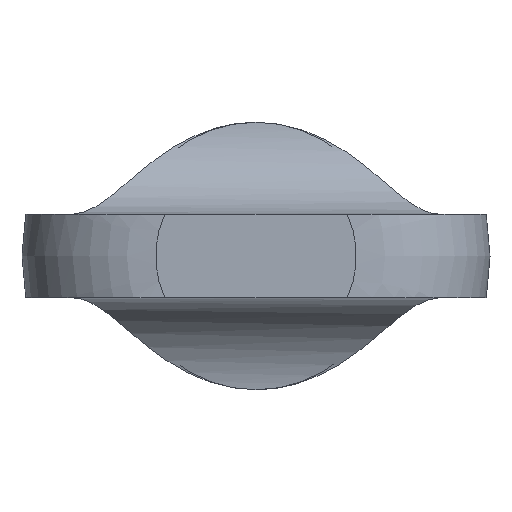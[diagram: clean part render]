
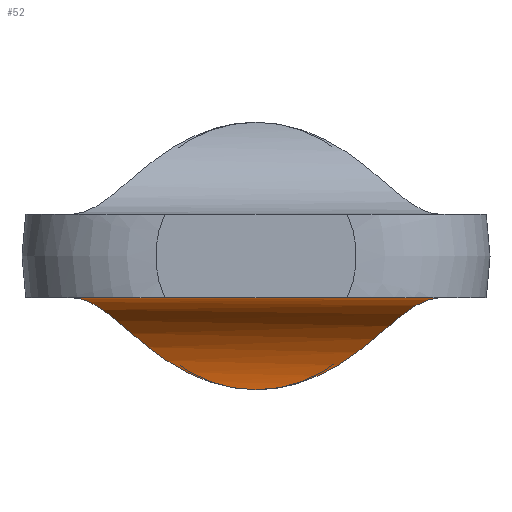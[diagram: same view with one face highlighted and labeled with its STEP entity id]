
A CAD part, left-side view. The second image highlights one B-rep face of the part: STEP entity #52.
In plain terms, the highlighted cylindrical face has radius 3 mm (diameter 6 mm), a partial arc.
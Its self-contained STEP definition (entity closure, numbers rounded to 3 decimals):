
#19 = ORIENTED_EDGE ( 'NONE', *, *, #235, .T. ) ;
#30 = EDGE_LOOP ( 'NONE', ( #19, #225, #244 ) ) ;
#52 = ADVANCED_FACE ( 'NONE', ( #464 ), #342, .F. ) ;
#53 = EDGE_CURVE ( 'NONE', #57, #94, #390, .T. ) ;
#57 = VERTEX_POINT ( 'NONE', #389 ) ;
#94 = VERTEX_POINT ( 'NONE', #624 ) ;
#199 = VERTEX_POINT ( 'NONE', #825 ) ;
#211 = EDGE_CURVE ( 'NONE', #94, #199, #724, .T. ) ;
#225 = ORIENTED_EDGE ( 'NONE', *, *, #211, .F. ) ;
#235 = EDGE_CURVE ( 'NONE', #57, #199, #665, .T. ) ;
#244 = ORIENTED_EDGE ( 'NONE', *, *, #53, .F. ) ;
#342 = CYLINDRICAL_SURFACE ( 'NONE', #457, 3. ) ;
#363 = CARTESIAN_POINT ( 'NONE',  ( -1.5, 0., -4. ) ) ;
#364 = CARTESIAN_POINT ( 'NONE',  ( -1.5, -0.31, -4. ) ) ;
#365 = CARTESIAN_POINT ( 'NONE',  ( -1.502, -0.624, -3.964 ) ) ;
#366 = CARTESIAN_POINT ( 'NONE',  ( -1.518, -1.227, -3.83 ) ) ;
#367 = CARTESIAN_POINT ( 'NONE',  ( -1.532, -1.519, -3.732 ) ) ;
#368 = CARTESIAN_POINT ( 'NONE',  ( -1.587, -2.088, -3.481 ) ) ;
#369 = CARTESIAN_POINT ( 'NONE',  ( -1.628, -2.358, -3.331 ) ) ;
#370 = CARTESIAN_POINT ( 'NONE',  ( -1.756, -2.866, -3.002 ) ) ;
#371 = CARTESIAN_POINT ( 'NONE',  ( -1.843, -3.108, -2.821 ) ) ;
#372 = CARTESIAN_POINT ( 'NONE',  ( -2.074, -3.557, -2.458 ) ) ;
#373 = CARTESIAN_POINT ( 'NONE',  ( -2.217, -3.764, -2.277 ) ) ;
#374 = CARTESIAN_POINT ( 'NONE',  ( -2.56, -4.157, -1.94 ) ) ;
#375 = CARTESIAN_POINT ( 'NONE',  ( -2.762, -4.342, -1.784 ) ) ;
#376 = CARTESIAN_POINT ( 'NONE',  ( -3.092, -4.606, -1.592 ) ) ;
#377 = CARTESIAN_POINT ( 'NONE',  ( -3.208, -4.692, -1.534 ) ) ;
#378 = CARTESIAN_POINT ( 'NONE',  ( -3.449, -4.861, -1.433 ) ) ;
#379 = CARTESIAN_POINT ( 'NONE',  ( -3.575, -4.945, -1.39 ) ) ;
#386 = CARTESIAN_POINT ( 'NONE',  ( -3.957, -5.19, -1.286 ) ) ;
#387 = CARTESIAN_POINT ( 'NONE',  ( -4.22, -5.346, -1.25 ) ) ;
#388 = CARTESIAN_POINT ( 'NONE',  ( -4.49, -5.497, -1.25 ) ) ;
#389 = CARTESIAN_POINT ( 'NONE',  ( -4.49, -5.497, -1.25 ) ) ;
#390 = B_SPLINE_CURVE_WITH_KNOTS ( 'NONE', 3,
 ( #388, #387, #386, #379, #378, #377, #376, #375, #374, #373, #372, #371, #370, #369, #368, #367, #366, #365, #364, #363 ),
 .UNSPECIFIED., .F., .F.,
 ( 4, 2, 2, 2, 2, 2, 2, 2, 2, 4 ),
 ( 0., 0.001, 0.002, 0.002, 0.003, 0.004, 0.005, 0.006, 0.007, 0.008 ),
 .UNSPECIFIED. ) ;
#457 = AXIS2_PLACEMENT_3D ( 'NONE', #467, #475, #463 ) ;
#463 = DIRECTION ( 'NONE',  ( 0., 0., 1. ) ) ;
#464 = FACE_OUTER_BOUND ( 'NONE', #30, .T. ) ;
#467 = CARTESIAN_POINT ( 'NONE',  ( -4.49, -7., -4.25 ) ) ;
#475 = DIRECTION ( 'NONE',  ( 0., 1., 0. ) ) ;
#624 = CARTESIAN_POINT ( 'NONE',  ( -1.5, 0., -4. ) ) ;
#662 = DIRECTION ( 'NONE',  ( 0., 1., 0. ) ) ;
#663 = VECTOR ( 'NONE', #662, 1000. ) ;
#665 = LINE ( 'NONE', #725, #663 ) ;
#677 = CARTESIAN_POINT ( 'NONE',  ( -4.49, 5.497, -1.25 ) ) ;
#678 = CARTESIAN_POINT ( 'NONE',  ( -4.217, 5.344, -1.25 ) ) ;
#679 = CARTESIAN_POINT ( 'NONE',  ( -3.949, 5.185, -1.288 ) ) ;
#680 = CARTESIAN_POINT ( 'NONE',  ( -3.443, 4.86, -1.426 ) ) ;
#681 = CARTESIAN_POINT ( 'NONE',  ( -3.2, 4.692, -1.529 ) ) ;
#682 = CARTESIAN_POINT ( 'NONE',  ( -2.756, 4.338, -1.788 ) ) ;
#683 = CARTESIAN_POINT ( 'NONE',  ( -2.559, 4.156, -1.941 ) ) ;
#684 = CARTESIAN_POINT ( 'NONE',  ( -2.218, 3.765, -2.276 ) ) ;
#685 = CARTESIAN_POINT ( 'NONE',  ( -2.072, 3.554, -2.461 ) ) ;
#686 = CARTESIAN_POINT ( 'NONE',  ( -1.842, 3.106, -2.822 ) ) ;
#687 = CARTESIAN_POINT ( 'NONE',  ( -1.756, 2.869, -3.001 ) ) ;
#688 = CARTESIAN_POINT ( 'NONE',  ( -1.628, 2.358, -3.331 ) ) ;
#689 = CARTESIAN_POINT ( 'NONE',  ( -1.587, 2.086, -3.482 ) ) ;
#690 = CARTESIAN_POINT ( 'NONE',  ( -1.546, 1.662, -3.669 ) ) ;
#691 = CARTESIAN_POINT ( 'NONE',  ( -1.535, 1.518, -3.725 ) ) ;
#692 = CARTESIAN_POINT ( 'NONE',  ( -1.52, 1.223, -3.823 ) ) ;
#693 = CARTESIAN_POINT ( 'NONE',  ( -1.514, 1.072, -3.865 ) ) ;
#694 = CARTESIAN_POINT ( 'NONE',  ( -1.502, 0.616, -3.966 ) ) ;
#695 = CARTESIAN_POINT ( 'NONE',  ( -1.5, 0.31, -4. ) ) ;
#696 = CARTESIAN_POINT ( 'NONE',  ( -1.5, 0., -4. ) ) ;
#724 = B_SPLINE_CURVE_WITH_KNOTS ( 'NONE', 3,
 ( #696, #695, #694, #693, #692, #691, #690, #689, #688, #687, #686, #685, #684, #683, #682, #681, #680, #679, #678, #677 ),
 .UNSPECIFIED., .F., .F.,
 ( 4, 2, 2, 2, 2, 2, 2, 2, 2, 4 ),
 ( 0.008, 0.009, 0.009, 0.01, 0.01, 0.011, 0.012, 0.013, 0.014, 0.015 ),
 .UNSPECIFIED. ) ;
#725 = CARTESIAN_POINT ( 'NONE',  ( -4.49, -7., -1.25 ) ) ;
#825 = CARTESIAN_POINT ( 'NONE',  ( -4.49, 5.497, -1.25 ) ) ;
